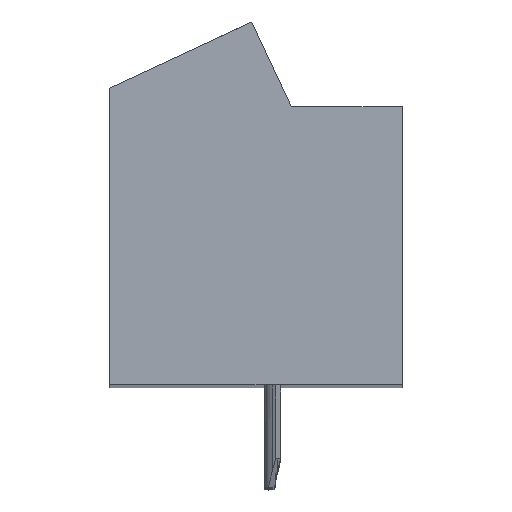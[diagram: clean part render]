
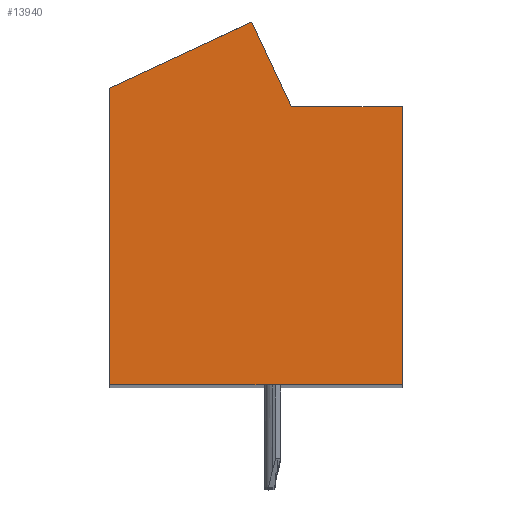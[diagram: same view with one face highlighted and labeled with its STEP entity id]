
A CAD part, top view. The second image highlights one B-rep face of the part: STEP entity #13940.
In plain terms, the highlighted planar face has unit normal (0, 0, 1).
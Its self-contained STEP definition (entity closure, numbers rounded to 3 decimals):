
#4921=DIRECTION('',(-1.,0.,0.));
#4922=VECTOR('',#4921,3.79);
#4923=CARTESIAN_POINT('',(5.002,3.3,51.75));
#4924=LINE('',#4923,#4922);
#4925=DIRECTION('',(0.,1.,0.));
#4926=VECTOR('',#4925,9.5);
#4927=CARTESIAN_POINT('',(5.002,-6.2,51.75));
#4928=LINE('',#4927,#4926);
#4929=DIRECTION('',(1.,0.,0.));
#4930=VECTOR('',#4929,10.);
#4931=CARTESIAN_POINT('',(-4.998,-6.2,51.75));
#4932=LINE('',#4931,#4930);
#4933=DIRECTION('',(0.,-1.,0.));
#4934=VECTOR('',#4933,10.135);
#4935=CARTESIAN_POINT('',(-4.998,3.935,51.75));
#4936=LINE('',#4935,#4934);
#4937=DIRECTION('',(-0.906,-0.423,0.));
#4938=VECTOR('',#4937,5.36);
#4939=CARTESIAN_POINT('',(-0.14,6.2,51.75));
#4940=LINE('',#4939,#4938);
#4941=DIRECTION('',(-0.423,0.906,0.));
#4942=VECTOR('',#4941,3.2);
#4943=CARTESIAN_POINT('',(1.212,3.3,51.75));
#4944=LINE('',#4943,#4942);
#6002=CARTESIAN_POINT('',(5.002,3.3,51.75));
#6003=CARTESIAN_POINT('',(1.212,3.3,51.75));
#6004=VERTEX_POINT('',#6002);
#6005=VERTEX_POINT('',#6003);
#6006=CARTESIAN_POINT('',(-0.14,6.2,51.75));
#6007=VERTEX_POINT('',#6006);
#6008=CARTESIAN_POINT('',(-4.998,3.935,51.75));
#6009=VERTEX_POINT('',#6008);
#6010=CARTESIAN_POINT('',(-4.998,-6.2,51.75));
#6011=VERTEX_POINT('',#6010);
#6012=CARTESIAN_POINT('',(5.002,-6.2,51.75));
#6013=VERTEX_POINT('',#6012);
#13927=CARTESIAN_POINT('',(0.,0.,51.75));
#13928=DIRECTION('',(0.,0.,1.));
#13929=DIRECTION('',(1.,0.,0.));
#13930=AXIS2_PLACEMENT_3D('',#13927,#13928,#13929);
#13931=PLANE('',#13930);
#13932=ORIENTED_EDGE('',*,*,#7681,.F.);
#13933=ORIENTED_EDGE('',*,*,#7696,.F.);
#13934=ORIENTED_EDGE('',*,*,#7710,.F.);
#13935=ORIENTED_EDGE('',*,*,#7929,.F.);
#13936=ORIENTED_EDGE('',*,*,#8167,.F.);
#13937=ORIENTED_EDGE('',*,*,#13921,.F.);
#13938=EDGE_LOOP('',(#13932,#13933,#13934,#13935,#13936,#13937));
#13939=FACE_OUTER_BOUND('',#13938,.F.);
#7681=EDGE_CURVE('',#6004,#6005,#4924,.T.);
#7696=EDGE_CURVE('',#6013,#6004,#4928,.T.);
#7710=EDGE_CURVE('',#6011,#6013,#4932,.T.);
#7929=EDGE_CURVE('',#6009,#6011,#4936,.T.);
#8167=EDGE_CURVE('',#6007,#6009,#4940,.T.);
#13921=EDGE_CURVE('',#6005,#6007,#4944,.T.);
#13940=ADVANCED_FACE('',(#13939),#13931,.T.);
